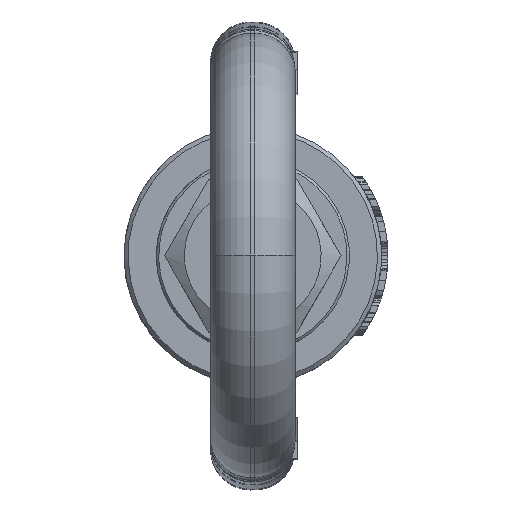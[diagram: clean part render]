
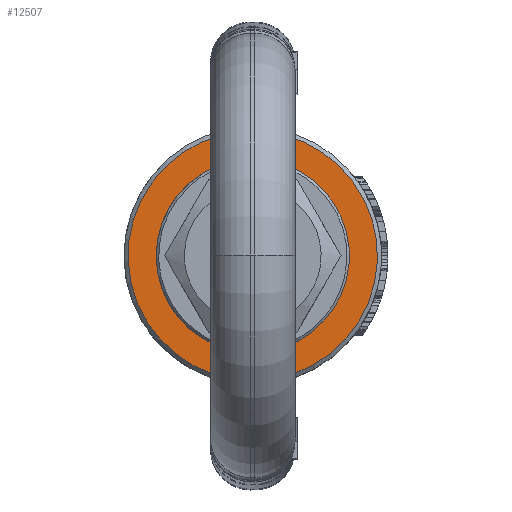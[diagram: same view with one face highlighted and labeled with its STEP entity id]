
A CAD part, top view. The second image highlights one B-rep face of the part: STEP entity #12507.
In plain terms, the highlighted planar face has unit normal (0, 0, 1).
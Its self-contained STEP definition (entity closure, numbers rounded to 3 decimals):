
#12409=CARTESIAN_POINT('Axis2P3D Location',(0.,0.,-31.)) ;
#12413=CARTESIAN_POINT('Vertex',(7.431,-13.603,-31.)) ;
#12415=CARTESIAN_POINT('Vertex',(-7.431,-13.603,-31.)) ;
#12436=CARTESIAN_POINT('Axis2P3D Location',(0.,0.,-31.)) ;
#12480=CARTESIAN_POINT('Axis2P3D Location',(0.,-12.,-31.)) ;
#12489=CARTESIAN_POINT('Axis2P3D Location',(0.,0.,-31.)) ;
#12493=CARTESIAN_POINT('Vertex',(5.753,10.531,-31.)) ;
#12495=CARTESIAN_POINT('Vertex',(5.753,-10.531,-31.)) ;
#12498=CARTESIAN_POINT('Axis2P3D Location',(0.,0.,-31.)) ;
#12410=DIRECTION('Axis2P3D Direction',(0.,0.,-1.)) ;
#12437=DIRECTION('Axis2P3D Direction',(0.,0.,-1.)) ;
#12481=DIRECTION('Axis2P3D Direction',(0.,0.,1.)) ;
#12482=DIRECTION('Axis2P3D XDirection',(1.,0.,0.)) ;
#12490=DIRECTION('Axis2P3D Direction',(0.,0.,1.)) ;
#12499=DIRECTION('Axis2P3D Direction',(0.,0.,1.)) ;
#12411=AXIS2_PLACEMENT_3D('Circle Axis2P3D',#12409,#12410,$) ;
#12438=AXIS2_PLACEMENT_3D('Circle Axis2P3D',#12436,#12437,$) ;
#12483=AXIS2_PLACEMENT_3D('Plane Axis2P3D',#12480,#12481,#12482) ;
#12491=AXIS2_PLACEMENT_3D('Circle Axis2P3D',#12489,#12490,$) ;
#12500=AXIS2_PLACEMENT_3D('Circle Axis2P3D',#12498,#12499,$) ;
#12486=ORIENTED_EDGE('',*,*,#12417,.T.) ;
#12487=ORIENTED_EDGE('',*,*,#12440,.T.) ;
#12504=ORIENTED_EDGE('',*,*,#12497,.F.) ;
#12505=ORIENTED_EDGE('',*,*,#12502,.F.) ;
#12506=FACE_BOUND('',#12503,.T.) ;
#12507=ADVANCED_FACE('\X2\672C9AD4\X0\.2',(#12488,#12506),#12484,.T.) ;
#12412=CIRCLE('generated circle',#12411,15.5) ;
#12439=CIRCLE('generated circle',#12438,15.5) ;
#12492=CIRCLE('generated circle',#12491,12.) ;
#12501=CIRCLE('generated circle',#12500,12.) ;
#12417=EDGE_CURVE('',#12414,#12416,#12412,.F.) ;
#12440=EDGE_CURVE('',#12416,#12414,#12439,.F.) ;
#12497=EDGE_CURVE('',#12494,#12496,#12492,.T.) ;
#12502=EDGE_CURVE('',#12496,#12494,#12501,.T.) ;
#12485=EDGE_LOOP('',(#12486,#12487)) ;
#12503=EDGE_LOOP('',(#12504,#12505)) ;
#12488=FACE_OUTER_BOUND('',#12485,.T.) ;
#12484=PLANE('',#12483) ;
#12414=VERTEX_POINT('',#12413) ;
#12416=VERTEX_POINT('',#12415) ;
#12494=VERTEX_POINT('',#12493) ;
#12496=VERTEX_POINT('',#12495) ;
